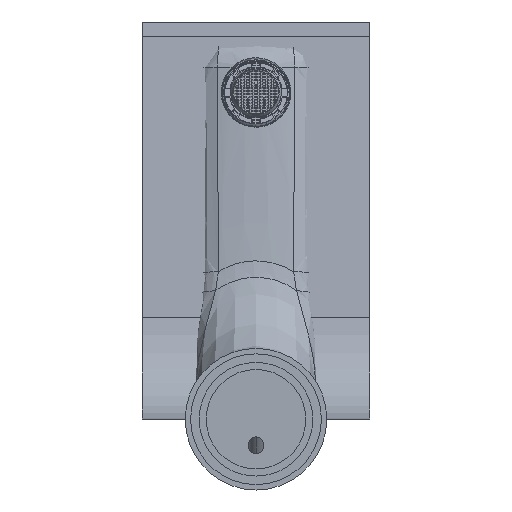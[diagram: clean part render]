
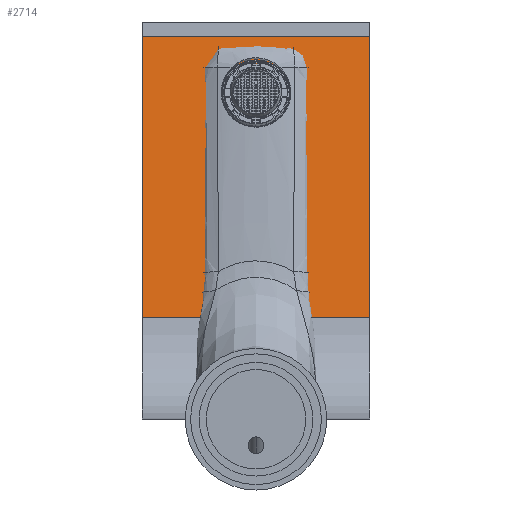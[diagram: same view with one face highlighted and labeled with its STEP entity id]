
A CAD part, front view. The second image highlights one B-rep face of the part: STEP entity #2714.
In plain terms, the highlighted planar face has unit normal (0, 0.996, -0.087).
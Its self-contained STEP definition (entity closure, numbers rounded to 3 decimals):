
#2614=DIRECTION('',(1.,0.,0.));
#2615=VECTOR('',#2614,80.);
#2616=CARTESIAN_POINT('',(-40.,117.803,134.75));
#2617=LINE('',#2616,#2615);
#2626=DIRECTION('',(0.,-0.087,-0.996));
#2627=VECTOR('',#2626,99.25);
#2628=CARTESIAN_POINT('',(-40.,117.803,134.75));
#2629=LINE('',#2628,#2627);
#2630=DIRECTION('',(1.,0.,0.));
#2631=VECTOR('',#2630,80.);
#2632=CARTESIAN_POINT('',(-40.,109.153,35.877));
#2633=LINE('',#2632,#2631);
#2634=DIRECTION('',(0.,0.087,0.996));
#2635=VECTOR('',#2634,99.25);
#2636=CARTESIAN_POINT('',(40.,109.153,35.877));
#2637=LINE('',#2636,#2635);
#2665=CARTESIAN_POINT('',(-40.,109.153,35.877));
#2667=VERTEX_POINT('',#2665);
#2668=CARTESIAN_POINT('',(-40.,117.803,134.75));
#2669=VERTEX_POINT('',#2668);
#2671=CARTESIAN_POINT('',(40.,109.153,35.877));
#2673=VERTEX_POINT('',#2671);
#2674=CARTESIAN_POINT('',(40.,117.803,134.75));
#2675=VERTEX_POINT('',#2674);
#2700=CARTESIAN_POINT('',(-40.,109.153,35.877));
#2701=DIRECTION('',(0.,0.996,-0.087));
#2702=DIRECTION('',(0.,0.087,0.996));
#2703=AXIS2_PLACEMENT_3D('',#2700,#2701,#2702);
#2704=PLANE('',#2703);
#2706=ORIENTED_EDGE('',*,*,#2705,.T.);
#2708=ORIENTED_EDGE('',*,*,#2707,.T.);
#2710=ORIENTED_EDGE('',*,*,#2709,.T.);
#2711=ORIENTED_EDGE('',*,*,#2691,.F.);
#2712=EDGE_LOOP('',(#2706,#2708,#2710,#2711));
#2713=FACE_OUTER_BOUND('',#2712,.F.);
#2714=ADVANCED_FACE('',(#2713),#2704,.T.);
#2691=EDGE_CURVE('',#2669,#2675,#2617,.T.);
#2705=EDGE_CURVE('',#2669,#2667,#2629,.T.);
#2707=EDGE_CURVE('',#2667,#2673,#2633,.T.);
#2709=EDGE_CURVE('',#2673,#2675,#2637,.T.);
